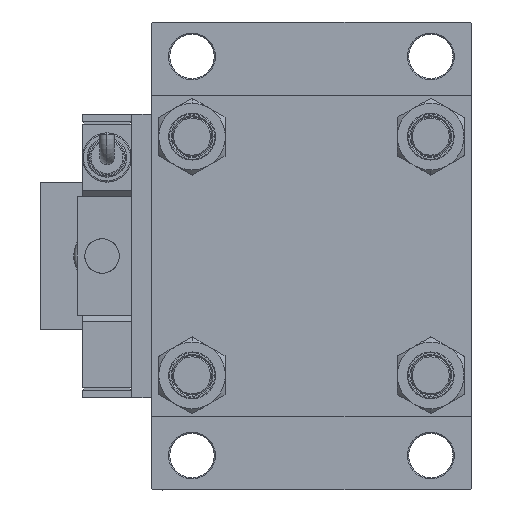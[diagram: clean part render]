
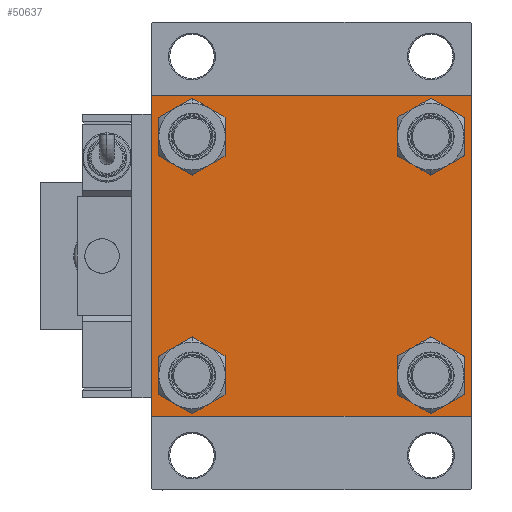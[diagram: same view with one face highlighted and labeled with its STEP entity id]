
A CAD part, left-side view. The second image highlights one B-rep face of the part: STEP entity #50637.
In plain terms, the highlighted planar face has unit normal (-1, 0, 0).
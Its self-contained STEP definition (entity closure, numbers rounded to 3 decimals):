
#379 = DIRECTION ( 'NONE',  ( 1., 0., 0. ) ) ;
#774 = VECTOR ( 'NONE', #53944, 1000. ) ;
#1036 = CIRCLE ( 'NONE', #45877, 8.5 ) ;
#1272 = VERTEX_POINT ( 'NONE', #20323 ) ;
#1539 = AXIS2_PLACEMENT_3D ( 'NONE', #54561, #46418, #20336 ) ;
#1727 = EDGE_CURVE ( 'NONE', #39848, #5043, #16693, .T. ) ;
#2700 = CARTESIAN_POINT ( 'NONE',  ( 0., -48.45, 39.95 ) ) ;
#2766 = LINE ( 'NONE', #28605, #48225 ) ;
#3306 = DIRECTION ( 'NONE',  ( 0., 0., 1. ) ) ;
#3559 = LINE ( 'NONE', #45382, #8828 ) ;
#4011 = CARTESIAN_POINT ( 'NONE',  ( 0., 48.45, -48.45 ) ) ;
#4050 = ORIENTED_EDGE ( 'NONE', *, *, #26777, .T. ) ;
#4281 = DIRECTION ( 'NONE',  ( 0., 0., 1. ) ) ;
#4561 = CARTESIAN_POINT ( 'NONE',  ( 0., 48.45, -56.95 ) ) ;
#5011 = CARTESIAN_POINT ( 'NONE',  ( 0., -65., -64.5 ) ) ;
#5043 = VERTEX_POINT ( 'NONE', #25789 ) ;
#5481 = VERTEX_POINT ( 'NONE', #27941 ) ;
#5665 = DIRECTION ( 'NONE',  ( 0., 0., 1. ) ) ;
#5776 = VERTEX_POINT ( 'NONE', #6462 ) ;
#5964 = DIRECTION ( 'NONE',  ( 0., 0., 1. ) ) ;
#6462 = CARTESIAN_POINT ( 'NONE',  ( 0., -48.45, -39.95 ) ) ;
#7263 = DIRECTION ( 'NONE',  ( 0., 0., 1. ) ) ;
#7614 = CARTESIAN_POINT ( 'NONE',  ( 0., -48.45, 56.95 ) ) ;
#7619 = LINE ( 'NONE', #41581, #774 ) ;
#8170 = VECTOR ( 'NONE', #44293, 1000. ) ;
#8828 = VECTOR ( 'NONE', #20695, 1000. ) ;
#10185 = CIRCLE ( 'NONE', #41566, 8.5 ) ;
#10445 = FACE_OUTER_BOUND ( 'NONE', #22690, .T. ) ;
#10731 = CARTESIAN_POINT ( 'NONE',  ( 0., 0., 0. ) ) ;
#11495 = ORIENTED_EDGE ( 'NONE', *, *, #53662, .F. ) ;
#11609 = CARTESIAN_POINT ( 'NONE',  ( 0., 64.75, -64.75 ) ) ;
#11635 = VERTEX_POINT ( 'NONE', #5011 ) ;
#13577 = DIRECTION ( 'NONE',  ( 0., 0., 1. ) ) ;
#13805 = CIRCLE ( 'NONE', #47842, 8.5 ) ;
#14062 = DIRECTION ( 'NONE',  ( 0., 0.707, 0.707 ) ) ;
#14577 = ORIENTED_EDGE ( 'NONE', *, *, #42508, .T. ) ;
#16187 = ORIENTED_EDGE ( 'NONE', *, *, #20589, .T. ) ;
#16326 = EDGE_CURVE ( 'NONE', #19101, #27461, #1036, .T. ) ;
#16528 = DIRECTION ( 'NONE',  ( 1., 0., 0. ) ) ;
#16691 = VERTEX_POINT ( 'NONE', #4561 ) ;
#16693 = CIRCLE ( 'NONE', #28311, 8.5 ) ;
#17513 = DIRECTION ( 'NONE',  ( 1., 0., 0. ) ) ;
#18296 = LINE ( 'NONE', #35401, #42808 ) ;
#18991 = CARTESIAN_POINT ( 'NONE',  ( 0., -65., 64.5 ) ) ;
#19001 = VECTOR ( 'NONE', #53800, 1000. ) ;
#19101 = VERTEX_POINT ( 'NONE', #2700 ) ;
#19880 = EDGE_CURVE ( 'NONE', #30976, #52408, #36679, .T. ) ;
#20323 = CARTESIAN_POINT ( 'NONE',  ( 0., -48.45, -56.95 ) ) ;
#20336 = DIRECTION ( 'NONE',  ( 0., 0., 1. ) ) ;
#20438 = CARTESIAN_POINT ( 'NONE',  ( 0., 48.45, -39.95 ) ) ;
#20589 = EDGE_CURVE ( 'NONE', #30067, #16691, #10185, .T. ) ;
#20695 = DIRECTION ( 'NONE',  ( 0., 0., -1. ) ) ;
#21466 = EDGE_CURVE ( 'NONE', #34844, #32365, #42029, .T. ) ;
#21507 = ORIENTED_EDGE ( 'NONE', *, *, #1727, .T. ) ;
#21520 = ORIENTED_EDGE ( 'NONE', *, *, #29012, .F. ) ;
#21521 = ORIENTED_EDGE ( 'NONE', *, *, #51904, .T. ) ;
#22565 = DIRECTION ( 'NONE',  ( 0., 0., 1. ) ) ;
#22665 = AXIS2_PLACEMENT_3D ( 'NONE', #35421, #34590, #5665 ) ;
#22690 = EDGE_LOOP ( 'NONE', ( #45402, #22875, #23391, #4050, #21520, #21521, #11495, #46375 ) ) ;
#22875 = ORIENTED_EDGE ( 'NONE', *, *, #53261, .T. ) ;
#23391 = ORIENTED_EDGE ( 'NONE', *, *, #21466, .T. ) ;
#23580 = ORIENTED_EDGE ( 'NONE', *, *, #16326, .T. ) ;
#23630 = EDGE_CURVE ( 'NONE', #1272, #5776, #49945, .T. ) ;
#24665 = CARTESIAN_POINT ( 'NONE',  ( 0., -48.45, 48.45 ) ) ;
#24690 = EDGE_CURVE ( 'NONE', #5043, #39848, #40173, .T. ) ;
#25385 = CARTESIAN_POINT ( 'NONE',  ( 0., 65., -64.5 ) ) ;
#25789 = CARTESIAN_POINT ( 'NONE',  ( 0., 48.45, 39.95 ) ) ;
#26777 = EDGE_CURVE ( 'NONE', #32365, #11635, #2766, .T. ) ;
#27324 = FACE_BOUND ( 'NONE', #40206, .T. ) ;
#27461 = VERTEX_POINT ( 'NONE', #7614 ) ;
#27884 = DIRECTION ( 'NONE',  ( -1., 0., 0. ) ) ;
#27941 = CARTESIAN_POINT ( 'NONE',  ( 0., -64.5, 65. ) ) ;
#28311 = AXIS2_PLACEMENT_3D ( 'NONE', #40478, #54481, #37084 ) ;
#28605 = CARTESIAN_POINT ( 'NONE',  ( 0., -64.75, -64.75 ) ) ;
#28855 = CARTESIAN_POINT ( 'NONE',  ( 0., 65., -65. ) ) ;
#29012 = EDGE_CURVE ( 'NONE', #36972, #11635, #3559, .T. ) ;
#29423 = CARTESIAN_POINT ( 'NONE',  ( 0., 64.5, 65. ) ) ;
#29966 = VECTOR ( 'NONE', #33334, 1000. ) ;
#30067 = VERTEX_POINT ( 'NONE', #20438 ) ;
#30976 = VERTEX_POINT ( 'NONE', #29423 ) ;
#31393 = CIRCLE ( 'NONE', #42147, 8.5 ) ;
#31638 = EDGE_CURVE ( 'NONE', #16691, #30067, #31393, .T. ) ;
#32365 = VERTEX_POINT ( 'NONE', #49117 ) ;
#32523 = DIRECTION ( 'NONE',  ( 0., -0.707, 0.707 ) ) ;
#32961 = EDGE_LOOP ( 'NONE', ( #14577, #23580 ) ) ;
#33334 = DIRECTION ( 'NONE',  ( 0., -1., 0. ) ) ;
#33500 = EDGE_CURVE ( 'NONE', #52408, #44881, #45135, .T. ) ;
#33932 = AXIS2_PLACEMENT_3D ( 'NONE', #48070, #17513, #13577 ) ;
#34590 = DIRECTION ( 'NONE',  ( 1., 0., 0. ) ) ;
#34728 = AXIS2_PLACEMENT_3D ( 'NONE', #10731, #27884, #5964 ) ;
#34844 = VERTEX_POINT ( 'NONE', #46432 ) ;
#35401 = CARTESIAN_POINT ( 'NONE',  ( 0., -64.75, 64.75 ) ) ;
#35421 = CARTESIAN_POINT ( 'NONE',  ( 0., -48.45, -48.45 ) ) ;
#36557 = FACE_BOUND ( 'NONE', #44582, .T. ) ;
#36679 = LINE ( 'NONE', #49584, #19001 ) ;
#36972 = VERTEX_POINT ( 'NONE', #18991 ) ;
#37084 = DIRECTION ( 'NONE',  ( 0., 0., 1. ) ) ;
#37150 = ORIENTED_EDGE ( 'NONE', *, *, #31638, .T. ) ;
#37428 = DIRECTION ( 'NONE',  ( 0., -0.707, -0.707 ) ) ;
#38532 = ORIENTED_EDGE ( 'NONE', *, *, #40522, .T. ) ;
#38787 = CIRCLE ( 'NONE', #22665, 8.5 ) ;
#38797 = CARTESIAN_POINT ( 'NONE',  ( 0., 65., 64.5 ) ) ;
#39848 = VERTEX_POINT ( 'NONE', #39910 ) ;
#39910 = CARTESIAN_POINT ( 'NONE',  ( 0., 48.45, 56.95 ) ) ;
#39931 = CARTESIAN_POINT ( 'NONE',  ( 0., 48.45, -48.45 ) ) ;
#40173 = CIRCLE ( 'NONE', #33932, 8.5 ) ;
#40206 = EDGE_LOOP ( 'NONE', ( #21507, #48539 ) ) ;
#40478 = CARTESIAN_POINT ( 'NONE',  ( 0., 48.45, 48.45 ) ) ;
#40522 = EDGE_CURVE ( 'NONE', #5776, #1272, #38787, .T. ) ;
#41566 = AXIS2_PLACEMENT_3D ( 'NONE', #39931, #379, #22565 ) ;
#41581 = CARTESIAN_POINT ( 'NONE',  ( 0., 65., 65. ) ) ;
#41759 = DIRECTION ( 'NONE',  ( 1., 0., 0. ) ) ;
#42029 = LINE ( 'NONE', #28855, #29966 ) ;
#42147 = AXIS2_PLACEMENT_3D ( 'NONE', #4011, #46944, #4281 ) ;
#42343 = CARTESIAN_POINT ( 'NONE',  ( 0., -48.45, 48.45 ) ) ;
#42508 = EDGE_CURVE ( 'NONE', #27461, #19101, #13805, .T. ) ;
#42808 = VECTOR ( 'NONE', #14062, 1000. ) ;
#44293 = DIRECTION ( 'NONE',  ( 0., 0., -1. ) ) ;
#44413 = PLANE ( 'NONE',  #34728 ) ;
#44582 = EDGE_LOOP ( 'NONE', ( #16187, #37150 ) ) ;
#44881 = VERTEX_POINT ( 'NONE', #25385 ) ;
#45135 = LINE ( 'NONE', #53002, #8170 ) ;
#45382 = CARTESIAN_POINT ( 'NONE',  ( 0., -65., 65. ) ) ;
#45402 = ORIENTED_EDGE ( 'NONE', *, *, #33500, .T. ) ;
#45448 = EDGE_LOOP ( 'NONE', ( #38532, #45807 ) ) ;
#45575 = LINE ( 'NONE', #11609, #53677 ) ;
#45807 = ORIENTED_EDGE ( 'NONE', *, *, #23630, .T. ) ;
#45877 = AXIS2_PLACEMENT_3D ( 'NONE', #24665, #41759, #3306 ) ;
#46375 = ORIENTED_EDGE ( 'NONE', *, *, #19880, .T. ) ;
#46418 = DIRECTION ( 'NONE',  ( 1., 0., 0. ) ) ;
#46432 = CARTESIAN_POINT ( 'NONE',  ( 0., 64.5, -65. ) ) ;
#46944 = DIRECTION ( 'NONE',  ( 1., 0., 0. ) ) ;
#47842 = AXIS2_PLACEMENT_3D ( 'NONE', #42343, #16528, #7263 ) ;
#48070 = CARTESIAN_POINT ( 'NONE',  ( 0., 48.45, 48.45 ) ) ;
#48225 = VECTOR ( 'NONE', #32523, 1000. ) ;
#48539 = ORIENTED_EDGE ( 'NONE', *, *, #24690, .T. ) ;
#49117 = CARTESIAN_POINT ( 'NONE',  ( 0., -64.5, -65. ) ) ;
#49584 = CARTESIAN_POINT ( 'NONE',  ( 0., 64.75, 64.75 ) ) ;
#49945 = CIRCLE ( 'NONE', #1539, 8.5 ) ;
#50637 = ADVANCED_FACE ( 'NONE', ( #53402, #53680, #36557, #27324, #10445 ), #44413, .T. ) ;
#51904 = EDGE_CURVE ( 'NONE', #36972, #5481, #18296, .T. ) ;
#52408 = VERTEX_POINT ( 'NONE', #38797 ) ;
#53002 = CARTESIAN_POINT ( 'NONE',  ( 0., 65., 65. ) ) ;
#53261 = EDGE_CURVE ( 'NONE', #44881, #34844, #45575, .T. ) ;
#53402 = FACE_BOUND ( 'NONE', #32961, .T. ) ;
#53662 = EDGE_CURVE ( 'NONE', #30976, #5481, #7619, .T. ) ;
#53677 = VECTOR ( 'NONE', #37428, 1000. ) ;
#53680 = FACE_BOUND ( 'NONE', #45448, .T. ) ;
#53800 = DIRECTION ( 'NONE',  ( 0., 0.707, -0.707 ) ) ;
#53944 = DIRECTION ( 'NONE',  ( 0., -1., 0. ) ) ;
#54481 = DIRECTION ( 'NONE',  ( 1., 0., 0. ) ) ;
#54561 = CARTESIAN_POINT ( 'NONE',  ( 0., -48.45, -48.45 ) ) ;
